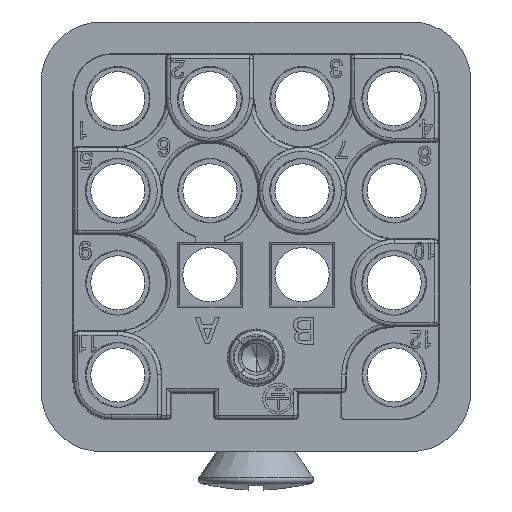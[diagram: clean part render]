
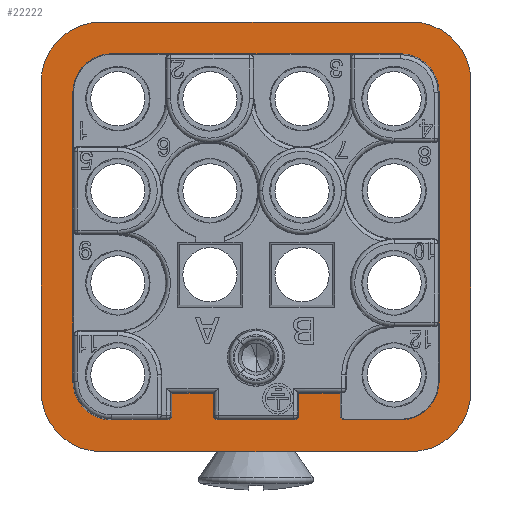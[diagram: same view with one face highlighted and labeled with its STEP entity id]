
A CAD part, front view. The second image highlights one B-rep face of the part: STEP entity #22222.
In plain terms, the highlighted planar face has unit normal (0, -1, 0).
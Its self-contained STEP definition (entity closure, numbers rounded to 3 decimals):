
#2120=DIRECTION('',(1.,0.,0.));
#2121=VECTOR('',#2120,15.15);
#2122=CARTESIAN_POINT('',(-7.55,-20.1,10.5));
#2123=LINE('',#2122,#2121);
#2124=CARTESIAN_POINT('',(7.6,-20.1,7.6));
#2125=DIRECTION('',(0.,1.,0.));
#2126=DIRECTION('',(0.,0.,1.));
#2127=AXIS2_PLACEMENT_3D('',#2124,#2125,#2126);
#2129=DIRECTION('',(0.,0.,-1.));
#2130=VECTOR('',#2129,15.15);
#2131=CARTESIAN_POINT('',(10.5,-20.1,7.6));
#2132=LINE('',#2131,#2130);
#2133=CARTESIAN_POINT('',(7.55,-20.1,-7.55));
#2134=DIRECTION('',(0.,1.,0.));
#2135=DIRECTION('',(1.,0.,0.));
#2136=AXIS2_PLACEMENT_3D('',#2133,#2134,#2135);
#2138=DIRECTION('',(-1.,0.,0.));
#2139=VECTOR('',#2138,15.1);
#2140=CARTESIAN_POINT('',(7.55,-20.1,-10.5));
#2141=LINE('',#2140,#2139);
#2142=CARTESIAN_POINT('',(-7.55,-20.1,-7.55));
#2143=DIRECTION('',(0.,1.,0.));
#2144=DIRECTION('',(0.,0.,-1.));
#2145=AXIS2_PLACEMENT_3D('',#2142,#2143,#2144);
#2147=DIRECTION('',(0.,0.,1.));
#2148=VECTOR('',#2147,15.1);
#2149=CARTESIAN_POINT('',(-10.5,-20.1,-7.55));
#2150=LINE('',#2149,#2148);
#2151=CARTESIAN_POINT('',(-7.55,-20.1,7.55));
#2152=DIRECTION('',(0.,1.,0.));
#2153=DIRECTION('',(-1.,0.,0.));
#2154=AXIS2_PLACEMENT_3D('',#2151,#2152,#2153);
#2156=DIRECTION('',(0.,0.,-1.));
#2157=VECTOR('',#2156,1.1);
#2158=CARTESIAN_POINT('',(-2.075,-20.1,-7.65));
#2159=LINE('',#2158,#2157);
#2160=CARTESIAN_POINT('',(-2.075,-20.1,-8.75));
#2161=CARTESIAN_POINT('',(-2.075,-20.1,-8.817));
#2162=CARTESIAN_POINT('',(-2.025,-20.1,-8.9));
#2163=CARTESIAN_POINT('',(-1.942,-20.1,-8.95));
#2164=CARTESIAN_POINT('',(-1.875,-20.1,-8.95));
#2166=DIRECTION('',(1.,0.,0.));
#2167=VECTOR('',#2166,3.75);
#2168=CARTESIAN_POINT('',(-1.875,-20.1,-8.95));
#2169=LINE('',#2168,#2167);
#2170=CARTESIAN_POINT('',(1.875,-20.1,-8.95));
#2171=CARTESIAN_POINT('',(1.942,-20.1,-8.95));
#2172=CARTESIAN_POINT('',(2.025,-20.1,-8.9));
#2173=CARTESIAN_POINT('',(2.075,-20.1,-8.817));
#2174=CARTESIAN_POINT('',(2.075,-20.1,-8.75));
#2176=DIRECTION('',(0.,0.,1.));
#2177=VECTOR('',#2176,1.1);
#2178=CARTESIAN_POINT('',(2.075,-20.1,-8.75));
#2179=LINE('',#2178,#2177);
#2180=DIRECTION('',(1.,0.,0.));
#2181=VECTOR('',#2180,2.05);
#2182=CARTESIAN_POINT('',(2.075,-20.1,-7.65));
#2183=LINE('',#2182,#2181);
#2184=DIRECTION('',(0.,0.,-1.));
#2185=VECTOR('',#2184,1.1);
#2186=CARTESIAN_POINT('',(4.125,-20.1,-7.65));
#2187=LINE('',#2186,#2185);
#2188=CARTESIAN_POINT('',(4.125,-20.1,-8.75));
#2189=CARTESIAN_POINT('',(4.125,-20.1,-8.817));
#2190=CARTESIAN_POINT('',(4.175,-20.1,-8.9));
#2191=CARTESIAN_POINT('',(4.258,-20.1,-8.95));
#2192=CARTESIAN_POINT('',(4.325,-20.1,-8.95));
#2194=DIRECTION('',(1.,0.,0.));
#2195=VECTOR('',#2194,2.725);
#2196=CARTESIAN_POINT('',(4.325,-20.1,-8.95));
#2197=LINE('',#2196,#2195);
#2198=CARTESIAN_POINT('',(7.05,-20.1,-7.05));
#2199=DIRECTION('',(0.,-1.,0.));
#2200=DIRECTION('',(0.,0.,-1.));
#2201=AXIS2_PLACEMENT_3D('',#2198,#2199,#2200);
#2203=DIRECTION('',(0.,0.,1.));
#2204=VECTOR('',#2203,14.1);
#2205=CARTESIAN_POINT('',(8.95,-20.1,-7.05));
#2206=LINE('',#2205,#2204);
#2207=CARTESIAN_POINT('',(7.05,-20.1,7.05));
#2208=DIRECTION('',(0.,-1.,0.));
#2209=DIRECTION('',(1.,0.,0.));
#2210=AXIS2_PLACEMENT_3D('',#2207,#2208,#2209);
#2212=DIRECTION('',(-1.,0.,0.));
#2213=VECTOR('',#2212,14.1);
#2214=CARTESIAN_POINT('',(7.05,-20.1,8.95));
#2215=LINE('',#2214,#2213);
#2216=CARTESIAN_POINT('',(-7.05,-20.1,7.05));
#2217=DIRECTION('',(0.,-1.,0.));
#2218=DIRECTION('',(0.,0.,1.));
#2219=AXIS2_PLACEMENT_3D('',#2216,#2217,#2218);
#2221=DIRECTION('',(0.,0.,-1.));
#2222=VECTOR('',#2221,14.1);
#2223=CARTESIAN_POINT('',(-8.95,-20.1,7.05));
#2224=LINE('',#2223,#2222);
#2225=CARTESIAN_POINT('',(-7.05,-20.1,-7.05));
#2226=DIRECTION('',(0.,-1.,0.));
#2227=DIRECTION('',(-1.,0.,0.));
#2228=AXIS2_PLACEMENT_3D('',#2225,#2226,#2227);
#2230=DIRECTION('',(1.,0.,0.));
#2231=VECTOR('',#2230,2.725);
#2232=CARTESIAN_POINT('',(-7.05,-20.1,-8.95));
#2233=LINE('',#2232,#2231);
#2234=CARTESIAN_POINT('',(-4.325,-20.1,-8.95));
#2235=CARTESIAN_POINT('',(-4.258,-20.1,-8.95));
#2236=CARTESIAN_POINT('',(-4.175,-20.1,-8.9));
#2237=CARTESIAN_POINT('',(-4.125,-20.1,-8.817));
#2238=CARTESIAN_POINT('',(-4.125,-20.1,-8.75));
#2240=DIRECTION('',(0.,0.,1.));
#2241=VECTOR('',#2240,1.1);
#2242=CARTESIAN_POINT('',(-4.125,-20.1,-8.75));
#2243=LINE('',#2242,#2241);
#2244=DIRECTION('',(1.,0.,0.));
#2245=VECTOR('',#2244,2.05);
#2246=CARTESIAN_POINT('',(-4.125,-20.1,-7.65));
#2247=LINE('',#2246,#2245);
#16543=CARTESIAN_POINT('',(-7.05,-20.1,8.95));
#16544=VERTEX_POINT('',#16543);
#16545=CARTESIAN_POINT('',(7.05,-20.1,8.95));
#16546=VERTEX_POINT('',#16545);
#17860=CARTESIAN_POINT('',(7.6,-20.1,10.5));
#17861=VERTEX_POINT('',#17860);
#17862=CARTESIAN_POINT('',(-7.55,-20.1,10.5));
#17863=VERTEX_POINT('',#17862);
#17864=CARTESIAN_POINT('',(10.5,-20.1,7.6));
#17865=VERTEX_POINT('',#17864);
#17866=CARTESIAN_POINT('',(10.5,-20.1,-7.55));
#17867=VERTEX_POINT('',#17866);
#17868=CARTESIAN_POINT('',(7.55,-20.1,-10.5));
#17869=VERTEX_POINT('',#17868);
#17870=CARTESIAN_POINT('',(-7.55,-20.1,-10.5));
#17871=VERTEX_POINT('',#17870);
#17876=CARTESIAN_POINT('',(-10.5,-20.1,-7.55));
#17877=VERTEX_POINT('',#17876);
#17878=CARTESIAN_POINT('',(-10.5,-20.1,7.55));
#17879=VERTEX_POINT('',#17878);
#17880=CARTESIAN_POINT('',(-2.075,-20.1,-7.65));
#17881=CARTESIAN_POINT('',(-2.075,-20.1,-8.75));
#17882=VERTEX_POINT('',#17880);
#17883=VERTEX_POINT('',#17881);
#17884=VERTEX_POINT('',#2164);
#17885=CARTESIAN_POINT('',(1.875,-20.1,-8.95));
#17886=VERTEX_POINT('',#17885);
#17887=VERTEX_POINT('',#2174);
#17888=CARTESIAN_POINT('',(2.075,-20.1,-7.65));
#17889=VERTEX_POINT('',#17888);
#17890=CARTESIAN_POINT('',(4.125,-20.1,-7.65));
#17891=VERTEX_POINT('',#17890);
#17892=CARTESIAN_POINT('',(4.125,-20.1,-8.75));
#17893=VERTEX_POINT('',#17892);
#17894=VERTEX_POINT('',#2192);
#17895=CARTESIAN_POINT('',(7.05,-20.1,-8.95));
#17896=VERTEX_POINT('',#17895);
#17897=CARTESIAN_POINT('',(8.95,-20.1,-7.05));
#17898=VERTEX_POINT('',#17897);
#17899=CARTESIAN_POINT('',(8.95,-20.1,7.05));
#17900=VERTEX_POINT('',#17899);
#17901=CARTESIAN_POINT('',(-8.95,-20.1,7.05));
#17902=VERTEX_POINT('',#17901);
#17903=CARTESIAN_POINT('',(-8.95,-20.1,-7.05));
#17904=VERTEX_POINT('',#17903);
#17905=CARTESIAN_POINT('',(-7.05,-20.1,-8.95));
#17906=VERTEX_POINT('',#17905);
#17907=CARTESIAN_POINT('',(-4.325,-20.1,-8.95));
#17908=VERTEX_POINT('',#17907);
#17909=VERTEX_POINT('',#2238);
#17910=CARTESIAN_POINT('',(-4.125,-20.1,-7.65));
#17911=VERTEX_POINT('',#17910);
#22165=CARTESIAN_POINT('',(0.,-20.1,0.));
#22166=DIRECTION('',(0.,-1.,0.));
#22167=DIRECTION('',(1.,0.,0.));
#22168=AXIS2_PLACEMENT_3D('',#22165,#22166,#22167);
#22169=PLANE('',#22168);
#22170=ORIENTED_EDGE('',*,*,#22054,.T.);
#22171=ORIENTED_EDGE('',*,*,#22069,.T.);
#22172=ORIENTED_EDGE('',*,*,#22083,.T.);
#22173=ORIENTED_EDGE('',*,*,#22097,.T.);
#22174=ORIENTED_EDGE('',*,*,#22111,.T.);
#22175=ORIENTED_EDGE('',*,*,#22132,.T.);
#22176=ORIENTED_EDGE('',*,*,#22146,.T.);
#22177=ORIENTED_EDGE('',*,*,#22159,.T.);
#22178=EDGE_LOOP('',(#22170,#22171,#22172,#22173,#22174,#22175,#22176,#22177));
#22179=FACE_OUTER_BOUND('',#22178,.F.);
#22181=ORIENTED_EDGE('',*,*,#22180,.T.);
#22183=ORIENTED_EDGE('',*,*,#22182,.T.);
#22185=ORIENTED_EDGE('',*,*,#22184,.T.);
#22187=ORIENTED_EDGE('',*,*,#22186,.T.);
#22189=ORIENTED_EDGE('',*,*,#22188,.T.);
#22191=ORIENTED_EDGE('',*,*,#22190,.T.);
#22193=ORIENTED_EDGE('',*,*,#22192,.T.);
#22195=ORIENTED_EDGE('',*,*,#22194,.T.);
#22197=ORIENTED_EDGE('',*,*,#22196,.T.);
#22199=ORIENTED_EDGE('',*,*,#22198,.T.);
#22201=ORIENTED_EDGE('',*,*,#22200,.T.);
#22203=ORIENTED_EDGE('',*,*,#22202,.T.);
#22205=ORIENTED_EDGE('',*,*,#22204,.T.);
#22207=ORIENTED_EDGE('',*,*,#22206,.T.);
#22209=ORIENTED_EDGE('',*,*,#22208,.T.);
#22211=ORIENTED_EDGE('',*,*,#22210,.T.);
#22213=ORIENTED_EDGE('',*,*,#22212,.T.);
#22215=ORIENTED_EDGE('',*,*,#22214,.T.);
#22217=ORIENTED_EDGE('',*,*,#22216,.T.);
#22219=ORIENTED_EDGE('',*,*,#22218,.T.);
#22220=EDGE_LOOP('',(#22181,#22183,#22185,#22187,#22189,#22191,#22193,#22195,
#22197,#22199,#22201,#22203,#22205,#22207,#22209,#22211,#22213,#22215,#22217,
#22219));
#22221=FACE_BOUND('',#22220,.F.);
#22222=ADVANCED_FACE('',(#22179,#22221),#22169,.T.);
#2128=CIRCLE('',#2127,2.9);
#2137=CIRCLE('',#2136,2.95);
#2146=CIRCLE('',#2145,2.95);
#2155=CIRCLE('',#2154,2.95);
#2165=B_SPLINE_CURVE_WITH_KNOTS('',3,(#2160,#2161,#2162,#2163,#2164),
.UNSPECIFIED.,.F.,.F.,(4,1,4),(0.,0.5,1.),.UNSPECIFIED.);
#2175=B_SPLINE_CURVE_WITH_KNOTS('',3,(#2170,#2171,#2172,#2173,#2174),
.UNSPECIFIED.,.F.,.F.,(4,1,4),(0.,0.5,1.),.UNSPECIFIED.);
#2193=B_SPLINE_CURVE_WITH_KNOTS('',3,(#2188,#2189,#2190,#2191,#2192),
.UNSPECIFIED.,.F.,.F.,(4,1,4),(0.,0.5,1.),.UNSPECIFIED.);
#2202=CIRCLE('',#2201,1.9);
#2211=CIRCLE('',#2210,1.9);
#2220=CIRCLE('',#2219,1.9);
#2229=CIRCLE('',#2228,1.9);
#2239=B_SPLINE_CURVE_WITH_KNOTS('',3,(#2234,#2235,#2236,#2237,#2238),
.UNSPECIFIED.,.F.,.F.,(4,1,4),(0.,0.5,1.),.UNSPECIFIED.);
#22054=EDGE_CURVE('',#17863,#17861,#2123,.T.);
#22069=EDGE_CURVE('',#17861,#17865,#2128,.T.);
#22083=EDGE_CURVE('',#17865,#17867,#2132,.T.);
#22097=EDGE_CURVE('',#17867,#17869,#2137,.T.);
#22111=EDGE_CURVE('',#17869,#17871,#2141,.T.);
#22132=EDGE_CURVE('',#17871,#17877,#2146,.T.);
#22146=EDGE_CURVE('',#17877,#17879,#2150,.T.);
#22159=EDGE_CURVE('',#17879,#17863,#2155,.T.);
#22180=EDGE_CURVE('',#17882,#17883,#2159,.T.);
#22182=EDGE_CURVE('',#17883,#17884,#2165,.T.);
#22184=EDGE_CURVE('',#17884,#17886,#2169,.T.);
#22186=EDGE_CURVE('',#17886,#17887,#2175,.T.);
#22188=EDGE_CURVE('',#17887,#17889,#2179,.T.);
#22190=EDGE_CURVE('',#17889,#17891,#2183,.T.);
#22192=EDGE_CURVE('',#17891,#17893,#2187,.T.);
#22194=EDGE_CURVE('',#17893,#17894,#2193,.T.);
#22196=EDGE_CURVE('',#17894,#17896,#2197,.T.);
#22198=EDGE_CURVE('',#17896,#17898,#2202,.T.);
#22200=EDGE_CURVE('',#17898,#17900,#2206,.T.);
#22202=EDGE_CURVE('',#17900,#16546,#2211,.T.);
#22204=EDGE_CURVE('',#16546,#16544,#2215,.T.);
#22206=EDGE_CURVE('',#16544,#17902,#2220,.T.);
#22208=EDGE_CURVE('',#17902,#17904,#2224,.T.);
#22210=EDGE_CURVE('',#17904,#17906,#2229,.T.);
#22212=EDGE_CURVE('',#17906,#17908,#2233,.T.);
#22214=EDGE_CURVE('',#17908,#17909,#2239,.T.);
#22216=EDGE_CURVE('',#17909,#17911,#2243,.T.);
#22218=EDGE_CURVE('',#17911,#17882,#2247,.T.);
